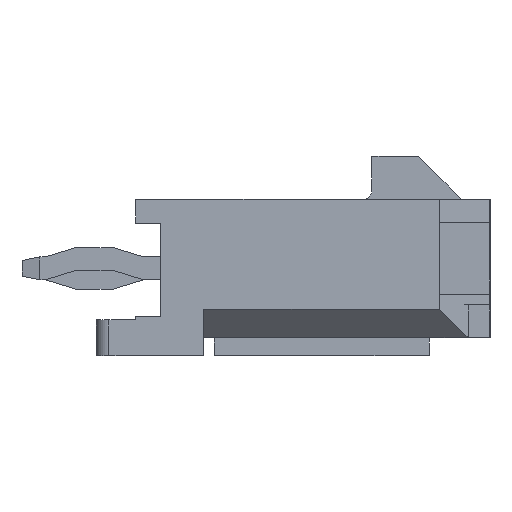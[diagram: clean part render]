
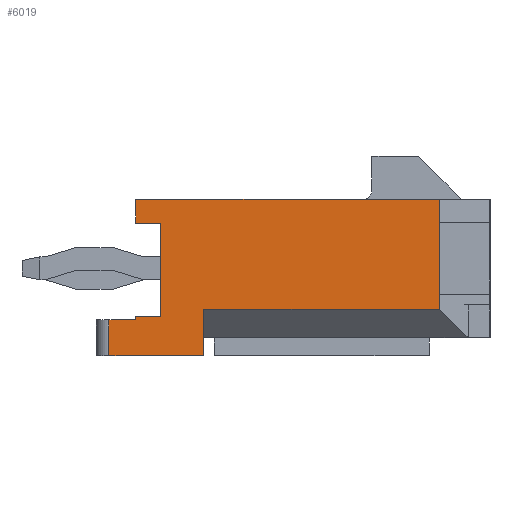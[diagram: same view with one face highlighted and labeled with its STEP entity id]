
A CAD part, left-side view. The second image highlights one B-rep face of the part: STEP entity #6019.
In plain terms, the highlighted planar face has unit normal (-1, 0, 0).
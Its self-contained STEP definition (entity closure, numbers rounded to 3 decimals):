
#723=ORIENTED_EDGE('',*,*,#2369,.F.);
#724=ORIENTED_EDGE('',*,*,#2370,.T.);
#725=ORIENTED_EDGE('',*,*,#2371,.F.);
#726=ORIENTED_EDGE('',*,*,#2372,.F.);
#727=ORIENTED_EDGE('',*,*,#2373,.F.);
#728=ORIENTED_EDGE('',*,*,#1902,.T.);
#729=ORIENTED_EDGE('',*,*,#2374,.T.);
#730=ORIENTED_EDGE('',*,*,#2375,.T.);
#731=ORIENTED_EDGE('',*,*,#2376,.T.);
#732=ORIENTED_EDGE('',*,*,#2377,.T.);
#733=ORIENTED_EDGE('',*,*,#2378,.T.);
#734=ORIENTED_EDGE('',*,*,#2379,.T.);
#735=ORIENTED_EDGE('',*,*,#2380,.T.);
#736=ORIENTED_EDGE('',*,*,#2381,.T.);
#1902=EDGE_CURVE('',#2773,#2772,#3337,.T.);
#2369=EDGE_CURVE('',#3143,#3144,#3804,.T.);
#2370=EDGE_CURVE('',#3143,#3145,#3805,.T.);
#2371=EDGE_CURVE('',#3146,#3145,#3806,.T.);
#2372=EDGE_CURVE('',#3147,#3146,#3807,.T.);
#2373=EDGE_CURVE('',#2773,#3147,#3808,.T.);
#2374=EDGE_CURVE('',#2772,#3148,#3809,.T.);
#2375=EDGE_CURVE('',#3148,#3149,#3810,.T.);
#2376=EDGE_CURVE('',#3149,#3150,#3811,.T.);
#2377=EDGE_CURVE('',#3150,#3151,#3812,.T.);
#2378=EDGE_CURVE('',#3151,#3152,#3813,.T.);
#2379=EDGE_CURVE('',#3152,#3153,#3814,.T.);
#2380=EDGE_CURVE('',#3153,#3154,#3815,.T.);
#2381=EDGE_CURVE('',#3154,#3144,#3816,.T.);
#2772=VERTEX_POINT('',#8286);
#2773=VERTEX_POINT('',#8288);
#3143=VERTEX_POINT('',#9208);
#3144=VERTEX_POINT('',#9209);
#3145=VERTEX_POINT('',#9211);
#3146=VERTEX_POINT('',#9213);
#3147=VERTEX_POINT('',#9215);
#3148=VERTEX_POINT('',#9218);
#3149=VERTEX_POINT('',#9220);
#3150=VERTEX_POINT('',#9222);
#3151=VERTEX_POINT('',#9224);
#3152=VERTEX_POINT('',#9226);
#3153=VERTEX_POINT('',#9228);
#3154=VERTEX_POINT('',#9230);
#3337=LINE('',#8287,#4202);
#3804=LINE('',#9207,#4669);
#3805=LINE('',#9210,#4670);
#3806=LINE('',#9212,#4671);
#3807=LINE('',#9214,#4672);
#3808=LINE('',#9216,#4673);
#3809=LINE('',#9217,#4674);
#3810=LINE('',#9219,#4675);
#3811=LINE('',#9221,#4676);
#3812=LINE('',#9223,#4677);
#3813=LINE('',#9225,#4678);
#3814=LINE('',#9227,#4679);
#3815=LINE('',#9229,#4680);
#3816=LINE('',#9231,#4681);
#4202=VECTOR('',#6696,1000.);
#4669=VECTOR('',#7329,1000.);
#4670=VECTOR('',#7330,1000.);
#4671=VECTOR('',#7331,1000.);
#4672=VECTOR('',#7332,1000.);
#4673=VECTOR('',#7333,1000.);
#4674=VECTOR('',#7334,1000.);
#4675=VECTOR('',#7335,1000.);
#4676=VECTOR('',#7336,1000.);
#4677=VECTOR('',#7337,1000.);
#4678=VECTOR('',#7338,1000.);
#4679=VECTOR('',#7339,1000.);
#4680=VECTOR('',#7340,1000.);
#4681=VECTOR('',#7341,1000.);
#5085=EDGE_LOOP('',(#723,#724,#725,#726,#727,#728,#729,#730,#731,#732,#733,
#734,#735,#736));
#5410=FACE_BOUND('',#5085,.T.);
#5716=PLANE('',#6352);
#6019=ADVANCED_FACE('',(#5410),#5716,.T.);
#6352=AXIS2_PLACEMENT_3D('',#9206,#7327,#7328);
#6696=DIRECTION('',(0.,1.,0.));
#7327=DIRECTION('',(-1.,0.,0.));
#7328=DIRECTION('',(0.,0.,1.));
#7329=DIRECTION('',(0.,0.,-1.));
#7330=DIRECTION('',(0.,-1.,0.));
#7331=DIRECTION('',(0.,0.,-1.));
#7332=DIRECTION('',(0.,0.,-1.));
#7333=DIRECTION('',(0.,0.,-1.));
#7334=DIRECTION('',(0.,0.,-1.));
#7335=DIRECTION('',(0.,-1.,0.));
#7336=DIRECTION('',(0.,0.,-1.));
#7337=DIRECTION('',(0.,1.,0.));
#7338=DIRECTION('',(0.,0.,-1.));
#7339=DIRECTION('',(0.,1.,0.));
#7340=DIRECTION('',(0.,0.,-1.));
#7341=DIRECTION('',(0.,-1.,0.));
#8286=CARTESIAN_POINT('',(-13.825,4.95,2.185));
#8287=CARTESIAN_POINT('',(-13.825,-4.95,2.185));
#8288=CARTESIAN_POINT('',(-13.825,-3.536,2.185));
#9206=CARTESIAN_POINT('',(-13.825,0.,0.));
#9207=CARTESIAN_POINT('',(-13.825,3.05,-1.685));
#9208=CARTESIAN_POINT('',(-13.825,3.05,-0.885));
#9209=CARTESIAN_POINT('',(-13.825,3.05,-2.185));
#9210=CARTESIAN_POINT('',(-13.825,0.,-0.885));
#9211=CARTESIAN_POINT('',(-13.825,-3.536,-0.885));
#9212=CARTESIAN_POINT('',(-13.825,-3.536,0.));
#9213=CARTESIAN_POINT('',(-13.825,-3.536,-0.465));
#9214=CARTESIAN_POINT('',(-13.825,-3.536,1.535));
#9215=CARTESIAN_POINT('',(-13.825,-3.536,1.535));
#9216=CARTESIAN_POINT('',(-13.825,-3.536,0.));
#9217=CARTESIAN_POINT('',(-13.825,4.95,2.185));
#9218=CARTESIAN_POINT('',(-13.825,4.95,1.515));
#9219=CARTESIAN_POINT('',(-13.825,0.,1.515));
#9220=CARTESIAN_POINT('',(-13.825,4.25,1.515));
#9221=CARTESIAN_POINT('',(-13.825,4.25,0.));
#9222=CARTESIAN_POINT('',(-13.825,4.25,-1.085));
#9223=CARTESIAN_POINT('',(-13.825,0.,-1.085));
#9224=CARTESIAN_POINT('',(-13.825,4.95,-1.085));
#9225=CARTESIAN_POINT('',(-13.825,4.95,2.185));
#9226=CARTESIAN_POINT('',(-13.825,4.95,-1.185));
#9227=CARTESIAN_POINT('',(-13.825,4.95,-1.185));
#9228=CARTESIAN_POINT('',(-13.825,5.7,-1.185));
#9229=CARTESIAN_POINT('',(-13.825,5.7,-1.185));
#9230=CARTESIAN_POINT('',(-13.825,5.7,-2.185));
#9231=CARTESIAN_POINT('',(-13.825,4.95,-2.185));
